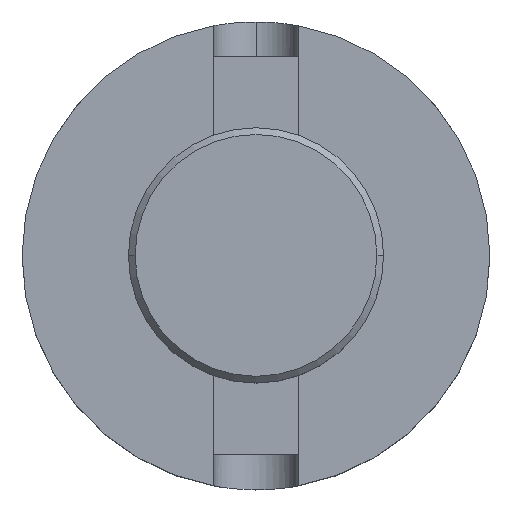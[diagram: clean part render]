
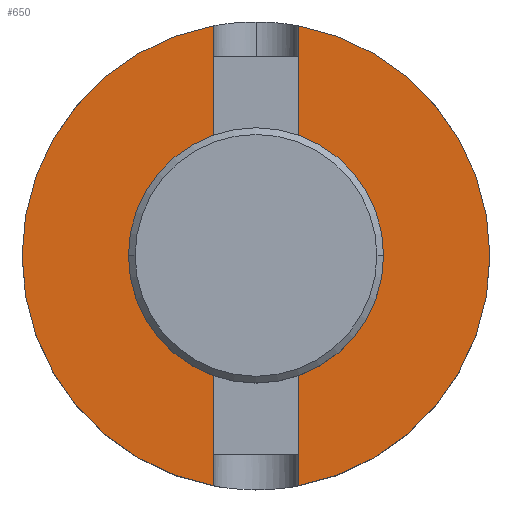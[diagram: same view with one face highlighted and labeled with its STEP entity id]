
A CAD part, top view. The second image highlights one B-rep face of the part: STEP entity #650.
In plain terms, the highlighted planar face has unit normal (0, 0, 1).
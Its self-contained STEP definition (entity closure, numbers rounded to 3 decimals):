
#9 = CARTESIAN_POINT ( 'NONE',  ( -6.35, 34.343, 101.6 ) ) ;
#27 = DIRECTION ( 'NONE',  ( 1., 0., 0. ) ) ;
#55 = LINE ( 'NONE', #951, #1003 ) ;
#138 = ORIENTED_EDGE ( 'NONE', *, *, #157, .T. ) ;
#143 = DIRECTION ( 'NONE',  ( 0., 0., 1. ) ) ;
#148 = VERTEX_POINT ( 'NONE', #1464 ) ;
#150 = VECTOR ( 'NONE', #672, 1000. ) ;
#154 = CARTESIAN_POINT ( 'NONE',  ( 0., 0., 101.6 ) ) ;
#157 = EDGE_CURVE ( 'NONE', #542, #1346, #2363, .T. ) ;
#172 = ORIENTED_EDGE ( 'NONE', *, *, #1506, .T. ) ;
#197 = FACE_BOUND ( 'NONE', #967, .T. ) ;
#201 = CARTESIAN_POINT ( 'NONE',  ( 6.35, 34.343, 101.6 ) ) ;
#242 = VERTEX_POINT ( 'NONE', #1064 ) ;
#286 = DIRECTION ( 'NONE',  ( 1., 0., 0. ) ) ;
#313 = DIRECTION ( 'NONE',  ( -1., 0., 0. ) ) ;
#346 = DIRECTION ( 'NONE',  ( 0., 0., 1. ) ) ;
#380 = CARTESIAN_POINT ( 'NONE',  ( 0., 0., 101.6 ) ) ;
#442 = VERTEX_POINT ( 'NONE', #2219 ) ;
#452 = AXIS2_PLACEMENT_3D ( 'NONE', #1628, #1872, #286 ) ;
#542 = VERTEX_POINT ( 'NONE', #201 ) ;
#597 = CARTESIAN_POINT ( 'NONE',  ( 6.35, -17., 101.6 ) ) ;
#639 = CARTESIAN_POINT ( 'NONE',  ( 6.35, 34.925, 101.6 ) ) ;
#650 = ADVANCED_FACE ( 'NONE', ( #197, #737 ), #2027, .F. ) ;
#672 = DIRECTION ( 'NONE',  ( 0., 1., 0. ) ) ;
#673 = EDGE_CURVE ( 'NONE', #2174, #743, #1697, .T. ) ;
#708 = CARTESIAN_POINT ( 'NONE',  ( 0., 0., 101.6 ) ) ;
#737 = FACE_OUTER_BOUND ( 'NONE', #2324, .T. ) ;
#743 = VERTEX_POINT ( 'NONE', #1143 ) ;
#763 = ORIENTED_EDGE ( 'NONE', *, *, #1157, .T. ) ;
#769 = VERTEX_POINT ( 'NONE', #2016 ) ;
#849 = VECTOR ( 'NONE', #2644, 1000. ) ;
#851 = DIRECTION ( 'NONE',  ( 1., 0., 0. ) ) ;
#863 = ORIENTED_EDGE ( 'NONE', *, *, #2078, .F. ) ;
#893 = ORIENTED_EDGE ( 'NONE', *, *, #1373, .T. ) ;
#903 = DIRECTION ( 'NONE',  ( 1., 0., 0. ) ) ;
#951 = CARTESIAN_POINT ( 'NONE',  ( -6.35, -34.925, 101.6 ) ) ;
#967 = EDGE_LOOP ( 'NONE', ( #2508, #863 ) ) ;
#999 = VERTEX_POINT ( 'NONE', #1178 ) ;
#1003 = VECTOR ( 'NONE', #1965, 1000. ) ;
#1010 = CARTESIAN_POINT ( 'NONE',  ( 0., 0., 101.6 ) ) ;
#1012 = DIRECTION ( 'NONE',  ( 0., 0., -1. ) ) ;
#1045 = DIRECTION ( 'NONE',  ( 0., -1., 0. ) ) ;
#1058 = ORIENTED_EDGE ( 'NONE', *, *, #1596, .T. ) ;
#1064 = CARTESIAN_POINT ( 'NONE',  ( -6.35, -34.343, 101.6 ) ) ;
#1080 = CARTESIAN_POINT ( 'NONE',  ( -6.35, -17., 101.6 ) ) ;
#1101 = CIRCLE ( 'NONE', #1497, 34.925 ) ;
#1130 = VERTEX_POINT ( 'NONE', #2404 ) ;
#1143 = CARTESIAN_POINT ( 'NONE',  ( 6.35, -17., 101.6 ) ) ;
#1149 = VECTOR ( 'NONE', #27, 1000. ) ;
#1152 = EDGE_CURVE ( 'NONE', #2567, #148, #2476, .T. ) ;
#1157 = EDGE_CURVE ( 'NONE', #442, #1250, #1316, .T. ) ;
#1178 = CARTESIAN_POINT ( 'NONE',  ( -34.925, 0., 101.6 ) ) ;
#1189 = CIRCLE ( 'NONE', #452, 15.875 ) ;
#1202 = DIRECTION ( 'NONE',  ( 1., 0., 0. ) ) ;
#1211 = CARTESIAN_POINT ( 'NONE',  ( 6.35, 17., 101.6 ) ) ;
#1223 = LINE ( 'NONE', #1885, #150 ) ;
#1249 = CARTESIAN_POINT ( 'NONE',  ( 34.925, 0., 101.6 ) ) ;
#1250 = VERTEX_POINT ( 'NONE', #1249 ) ;
#1259 = EDGE_CURVE ( 'NONE', #769, #1130, #1189, .T. ) ;
#1275 = CARTESIAN_POINT ( 'NONE',  ( 6.35, 17., 101.6 ) ) ;
#1316 = CIRCLE ( 'NONE', #1586, 34.925 ) ;
#1326 = CARTESIAN_POINT ( 'NONE',  ( 0., 0., 101.6 ) ) ;
#1346 = VERTEX_POINT ( 'NONE', #1275 ) ;
#1373 = EDGE_CURVE ( 'NONE', #242, #2174, #55, .T. ) ;
#1419 = VECTOR ( 'NONE', #2654, 1000. ) ;
#1440 = AXIS2_PLACEMENT_3D ( 'NONE', #1010, #2431, #1202 ) ;
#1464 = CARTESIAN_POINT ( 'NONE',  ( -6.35, 17., 101.6 ) ) ;
#1473 = ORIENTED_EDGE ( 'NONE', *, *, #1152, .F. ) ;
#1483 = ORIENTED_EDGE ( 'NONE', *, *, #673, .T. ) ;
#1486 = CIRCLE ( 'NONE', #2634, 34.925 ) ;
#1489 = CARTESIAN_POINT ( 'NONE',  ( 0., 34.925, 101.6 ) ) ;
#1497 = AXIS2_PLACEMENT_3D ( 'NONE', #1326, #346, #1563 ) ;
#1506 = EDGE_CURVE ( 'NONE', #2567, #999, #1486, .T. ) ;
#1554 = AXIS2_PLACEMENT_3D ( 'NONE', #1489, #1012, #313 ) ;
#1563 = DIRECTION ( 'NONE',  ( 1., 0., 0. ) ) ;
#1586 = AXIS2_PLACEMENT_3D ( 'NONE', #380, #1772, #851 ) ;
#1596 = EDGE_CURVE ( 'NONE', #1250, #542, #1101, .T. ) ;
#1615 = ORIENTED_EDGE ( 'NONE', *, *, #2541, .F. ) ;
#1628 = CARTESIAN_POINT ( 'NONE',  ( 0., 0., 101.6 ) ) ;
#1697 = LINE ( 'NONE', #597, #1149 ) ;
#1700 = VECTOR ( 'NONE', #1045, 1000. ) ;
#1772 = DIRECTION ( 'NONE',  ( 0., 0., 1. ) ) ;
#1776 = DIRECTION ( 'NONE',  ( 1., 0., 0. ) ) ;
#1872 = DIRECTION ( 'NONE',  ( 0., 0., 1. ) ) ;
#1885 = CARTESIAN_POINT ( 'NONE',  ( 6.35, -34.925, 101.6 ) ) ;
#1965 = DIRECTION ( 'NONE',  ( 0., 1., 0. ) ) ;
#2016 = CARTESIAN_POINT ( 'NONE',  ( 15.875, 0., 101.6 ) ) ;
#2027 = PLANE ( 'NONE',  #1554 ) ;
#2078 = EDGE_CURVE ( 'NONE', #1130, #769, #2443, .T. ) ;
#2090 = AXIS2_PLACEMENT_3D ( 'NONE', #708, #2129, #903 ) ;
#2129 = DIRECTION ( 'NONE',  ( 0., 0., 1. ) ) ;
#2162 = EDGE_CURVE ( 'NONE', #442, #743, #1223, .T. ) ;
#2174 = VERTEX_POINT ( 'NONE', #1080 ) ;
#2187 = CARTESIAN_POINT ( 'NONE',  ( -6.35, 34.925, 101.6 ) ) ;
#2219 = CARTESIAN_POINT ( 'NONE',  ( 6.35, -34.343, 101.6 ) ) ;
#2324 = EDGE_LOOP ( 'NONE', ( #1483, #2337, #763, #1058, #138, #1615, #1473, #172, #2536, #893 ) ) ;
#2337 = ORIENTED_EDGE ( 'NONE', *, *, #2162, .F. ) ;
#2363 = LINE ( 'NONE', #639, #1700 ) ;
#2404 = CARTESIAN_POINT ( 'NONE',  ( -15.875, 0., 101.6 ) ) ;
#2431 = DIRECTION ( 'NONE',  ( 0., 0., 1. ) ) ;
#2443 = CIRCLE ( 'NONE', #2090, 15.875 ) ;
#2476 = LINE ( 'NONE', #2187, #849 ) ;
#2508 = ORIENTED_EDGE ( 'NONE', *, *, #1259, .F. ) ;
#2511 = LINE ( 'NONE', #1211, #1419 ) ;
#2522 = EDGE_CURVE ( 'NONE', #999, #242, #2636, .T. ) ;
#2536 = ORIENTED_EDGE ( 'NONE', *, *, #2522, .T. ) ;
#2541 = EDGE_CURVE ( 'NONE', #148, #1346, #2511, .T. ) ;
#2567 = VERTEX_POINT ( 'NONE', #9 ) ;
#2634 = AXIS2_PLACEMENT_3D ( 'NONE', #154, #143, #1776 ) ;
#2636 = CIRCLE ( 'NONE', #1440, 34.925 ) ;
#2644 = DIRECTION ( 'NONE',  ( 0., -1., 0. ) ) ;
#2654 = DIRECTION ( 'NONE',  ( 1., 0., 0. ) ) ;
